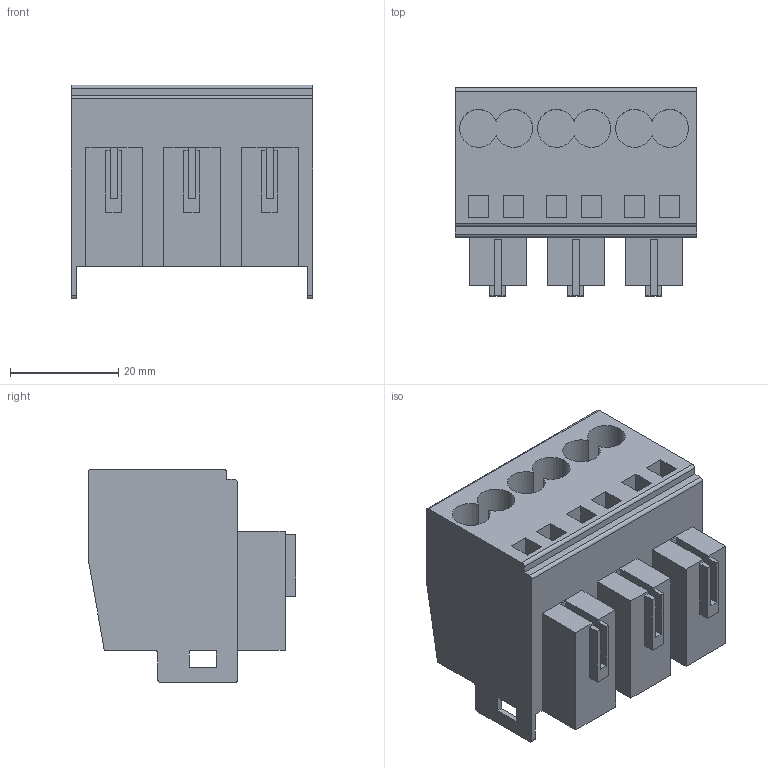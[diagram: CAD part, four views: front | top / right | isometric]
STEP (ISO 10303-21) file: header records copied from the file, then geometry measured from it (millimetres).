
FILE_DESCRIPTION(('STEP AP214'),'1');
FILE_NAME('cctmp_28DF3048-F963-4F39-A964-E52ABC55A96C_2023_07_18_13_04_47_0193..stp','2023-07-18T11:04:47',('SIEMENS A&D'),('CADClick - www.CADClick.com'),'Spatial InterOp 3D postprocessed',' ','unknown authorization');
FILE_SCHEMA(('AUTOMOTIVE_DESIGN'));
Length unit declared in the file: millimetre
Products named in the file (1): 2023_07_18_13_04_47_0177
Bounding box: 44.6 x 38.4 x 39.5 mm (x, y, z)
Volume: 39479.2 mm3; surface area: 14106.9 mm2
Topology: 1 solids, 1 shells, 119 faces, 324 edges, 216 vertices
Faces by surface type: plane 98, cylinder 21
Entity records: 6269 total; most frequent: STYLED_ITEM 660, PRESENTATION_STYLE_ASSIGNMENT 660, CARTESIAN_POINT 660, ORIENTED_EDGE 648, DIRECTION 606, EDGE_CURVE 324, CURVE_STYLE 324, DRAUGHTING_PRE_DEFINED_CURVE_FONT 324
